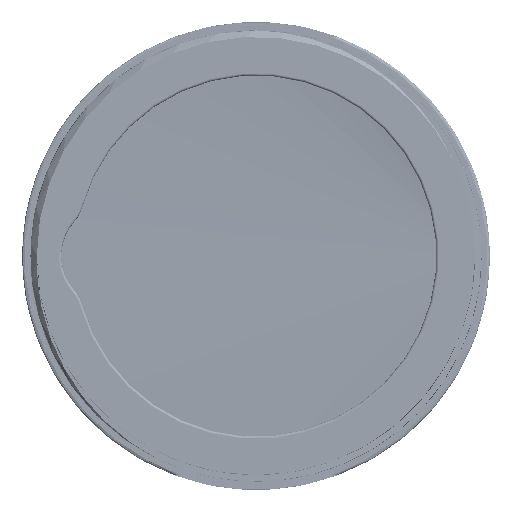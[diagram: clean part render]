
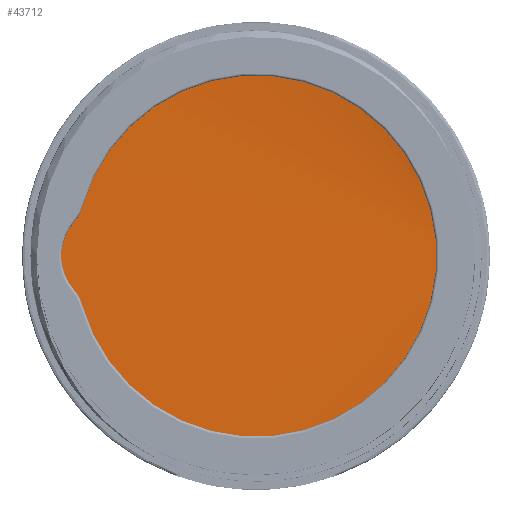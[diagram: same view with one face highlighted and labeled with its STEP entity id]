
A CAD part, left-side view. The second image highlights one B-rep face of the part: STEP entity #43712.
In plain terms, the highlighted cylindrical face has radius 17 mm (diameter 34 mm), a full revolution.
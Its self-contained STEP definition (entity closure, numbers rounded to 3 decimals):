
#4786=FACE_OUTER_BOUND('',#7244,.T.);
#7244=EDGE_LOOP('',(#27374,#27375,#27376));
#10053=B_SPLINE_CURVE_WITH_KNOTS('',3,(#63517,#63518,#63519,#63520,#63521,
#63522,#63523,#63524,#63525,#63526,#63527,#63528,#63529,#63530,#63531,#63532,
#63533),.UNSPECIFIED.,.F.,.F.,(4,1,1,1,1,1,1,1,1,1,1,1,1,1,4),(9.425,
9.87,10.354,10.837,11.32,11.803,
12.286,12.769,13.252,13.735,14.218,
14.701,15.184,15.667,15.708),
 .UNSPECIFIED.);
#10981=LINE('',#63470,#13807);
#10983=LINE('',#63534,#13809);
#13807=VECTOR('',#51010,17.);
#13809=VECTOR('',#51018,17.);
#16633=VERTEX_POINT('',#63468);
#16634=VERTEX_POINT('',#63469);
#16638=VERTEX_POINT('',#63516);
#20834=EDGE_CURVE('',#16633,#16634,#10981,.T.);
#20840=EDGE_CURVE('',#16638,#16634,#10053,.T.);
#20841=EDGE_CURVE('',#16638,#16633,#10983,.T.);
#27374=ORIENTED_EDGE('',*,*,#20834,.T.);
#27375=ORIENTED_EDGE('',*,*,#20840,.F.);
#27376=ORIENTED_EDGE('',*,*,#20841,.T.);
#40435=CYLINDRICAL_SURFACE('',#46193,17.);
#43712=ADVANCED_FACE('',(#4786),#40435,.T.);
#46193=AXIS2_PLACEMENT_3D('',#63515,#51016,#51017);
#51010=DIRECTION('',(1.,0.,0.));
#51016=DIRECTION('center_axis',(1.,0.,0.));
#51017=DIRECTION('ref_axis',(0.,1.,0.));
#51018=DIRECTION('',(1.,0.,0.));
#63468=CARTESIAN_POINT('',(4.2,-17.,0.));
#63469=CARTESIAN_POINT('',(5.4,-17.,0.));
#63470=CARTESIAN_POINT('',(0.,-17.,0.));
#63515=CARTESIAN_POINT('Origin',(0.,0.,0.));
#63516=CARTESIAN_POINT('',(2.6,-17.,0.));
#63517=CARTESIAN_POINT('Ctrl Pts',(2.6,-17.001,0.));
#63518=CARTESIAN_POINT('Ctrl Pts',(2.666,-17.,2.525));
#63519=CARTESIAN_POINT('Ctrl Pts',(2.804,-15.81,7.788));
#63520=CARTESIAN_POINT('Ctrl Pts',(3.014,-10.585,14.156));
#63521=CARTESIAN_POINT('Ctrl Pts',(3.229,-2.798,17.453));
#63522=CARTESIAN_POINT('Ctrl Pts',(3.444,5.629,16.755));
#63523=CARTESIAN_POINT('Ctrl Pts',(3.66,12.768,12.223));
#63524=CARTESIAN_POINT('Ctrl Pts',(3.875,16.985,4.893));
#63525=CARTESIAN_POINT('Ctrl Pts',(4.09,17.314,-3.556));
#63526=CARTESIAN_POINT('Ctrl Pts',(4.306,13.681,-11.192));
#63527=CARTESIAN_POINT('Ctrl Pts',(4.521,6.917,-16.266));
#63528=CARTESIAN_POINT('Ctrl Pts',(4.736,-1.431,-17.618));
#63529=CARTESIAN_POINT('Ctrl Pts',(4.951,-9.451,-14.937));
#63530=CARTESIAN_POINT('Ctrl Pts',(5.167,-15.307,-8.838));
#63531=CARTESIAN_POINT('Ctrl Pts',(5.316,-16.942,-3.196));
#63532=CARTESIAN_POINT('Ctrl Pts',(5.394,-17.001,-0.23));
#63533=CARTESIAN_POINT('Ctrl Pts',(5.4,-17.001,0.));
#63534=CARTESIAN_POINT('',(0.,-17.,0.));
